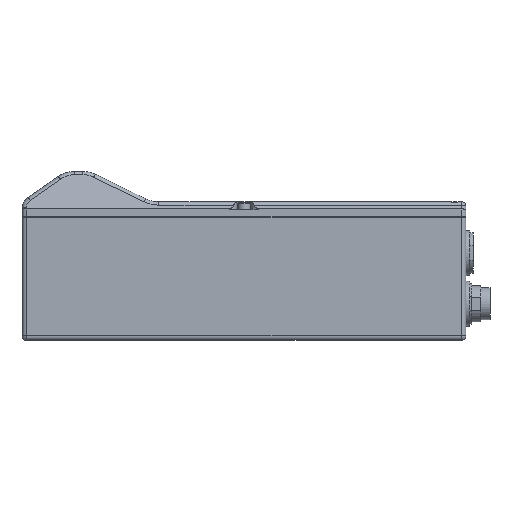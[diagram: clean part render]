
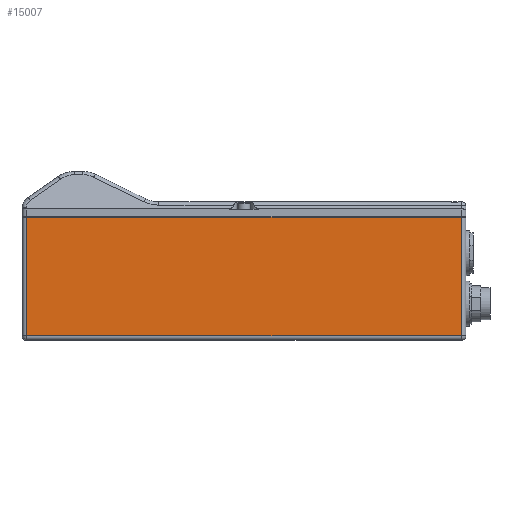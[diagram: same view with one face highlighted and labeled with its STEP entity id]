
A CAD part, left-side view. The second image highlights one B-rep face of the part: STEP entity #15007.
In plain terms, the highlighted planar face has unit normal (-1, 0, 0).
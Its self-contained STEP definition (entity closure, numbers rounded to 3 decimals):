
#2489=DIRECTION('',(0.,-1.,0.));
#2490=VECTOR('',#2489,193.);
#2491=CARTESIAN_POINT('',(-24.5,156.,-6.7));
#2492=LINE('',#2491,#2490);
#2545=DIRECTION('',(0.,0.,1.));
#2546=VECTOR('',#2545,52.8);
#2547=CARTESIAN_POINT('',(-24.5,156.,-59.5));
#2548=LINE('',#2547,#2546);
#2557=DIRECTION('',(0.,0.,-1.));
#2558=VECTOR('',#2557,52.8);
#2559=CARTESIAN_POINT('',(-24.5,-37.,-6.7));
#2560=LINE('',#2559,#2558);
#3162=DIRECTION('',(0.,1.,0.));
#3163=VECTOR('',#3162,193.);
#3164=CARTESIAN_POINT('',(-24.5,-37.,-59.5));
#3165=LINE('',#3164,#3163);
#9895=CARTESIAN_POINT('',(-24.5,156.,-59.5));
#9896=CARTESIAN_POINT('',(-24.5,156.,-6.7));
#9897=VERTEX_POINT('',#9895);
#9898=VERTEX_POINT('',#9896);
#9934=CARTESIAN_POINT('',(-24.5,-37.,-59.5));
#9936=VERTEX_POINT('',#9934);
#11136=CARTESIAN_POINT('',(-24.5,-37.,-6.7));
#11137=VERTEX_POINT('',#11136);
#14994=CARTESIAN_POINT('',(-24.5,-39.,-6.7));
#14995=DIRECTION('',(-1.,0.,0.));
#14996=DIRECTION('',(0.,1.,0.));
#14997=AXIS2_PLACEMENT_3D('',#14994,#14995,#14996);
#14998=PLANE('',#14997);
#14999=ORIENTED_EDGE('',*,*,#14932,.T.);
#15001=ORIENTED_EDGE('',*,*,#15000,.T.);
#15003=ORIENTED_EDGE('',*,*,#15002,.T.);
#15004=ORIENTED_EDGE('',*,*,#14986,.T.);
#15005=EDGE_LOOP('',(#14999,#15001,#15003,#15004));
#15006=FACE_OUTER_BOUND('',#15005,.F.);
#15007=ADVANCED_FACE('',(#15006),#14998,.T.);
#14932=EDGE_CURVE('',#9898,#11137,#2492,.T.);
#14986=EDGE_CURVE('',#9897,#9898,#2548,.T.);
#15000=EDGE_CURVE('',#11137,#9936,#2560,.T.);
#15002=EDGE_CURVE('',#9936,#9897,#3165,.T.);
